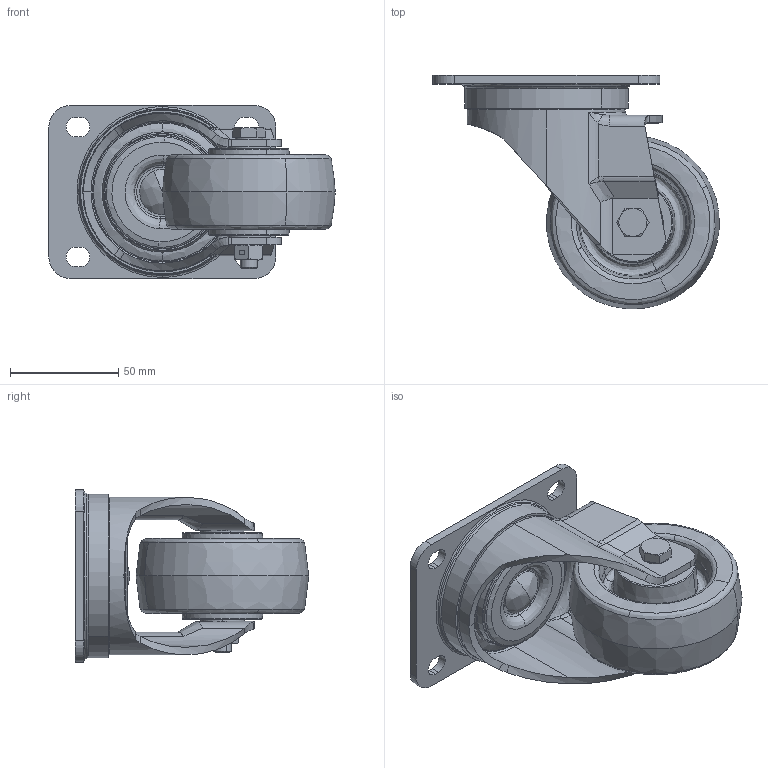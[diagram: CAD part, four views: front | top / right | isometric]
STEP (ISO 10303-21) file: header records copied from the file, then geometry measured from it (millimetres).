
FILE_DESCRIPTION (( 'STEP AP214' ), '1' );
FILE_NAME ('0021131.step', '2021-02-04T12:07:53', ( '' ), ( '' ), 'SwSTEP 2.0', 'SolidWorks 2020', '' );
FILE_SCHEMA (( 'AUTOMOTIVE_DESIGN' ));
Length unit declared in the file: millimetre
Products named in the file (1): 0021131
Bounding box: 132.41 x 107.91 x 80 mm (x, y, z)
Volume: 254790 mm3; surface area: 131243.3 mm2
Topology: 25 solids, 25 shells, 1027 faces, 2566 edges, 1612 vertices
Faces by surface type: plane 365, bspline 280, cylinder 214, cone 126, torus 42
Entity records: 51205 total; most frequent: CARTESIAN_POINT 16448, ORIENTED_EDGE 5100, DIRECTION 4538, EDGE_CURVE 2550, AXIS2_PLACEMENT_3D 1743, VERTEX_POINT 1612, EDGE_LOOP 1124, UNCERTAINTY_MEASURE_WITH_UNIT 1054
